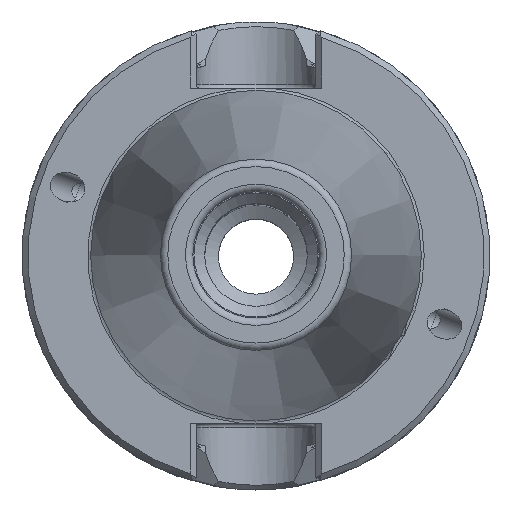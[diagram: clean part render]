
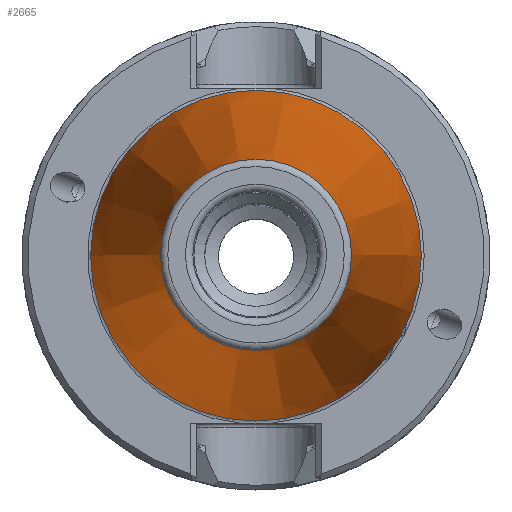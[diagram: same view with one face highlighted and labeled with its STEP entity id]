
A CAD part, top view. The second image highlights one B-rep face of the part: STEP entity #2665.
In plain terms, the highlighted conical face has half-angle 8.297 degrees and reference radius 12.871 mm.
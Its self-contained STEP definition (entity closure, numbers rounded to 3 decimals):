
#199=CONICAL_SURFACE('',#2829,12.871,0.145);
#249=CIRCLE('',#2824,12.871);
#252=CIRCLE('',#2830,22.268);
#413=ORIENTED_EDGE('',*,*,#856,.T.);
#414=ORIENTED_EDGE('',*,*,#852,.F.);
#852=EDGE_CURVE('',#1085,#1085,#249,.T.);
#856=EDGE_CURVE('',#1090,#1090,#252,.T.);
#1085=VERTEX_POINT('',#3672);
#1090=VERTEX_POINT('',#3698);
#1344=EDGE_LOOP('',(#413));
#1345=EDGE_LOOP('',(#414));
#1551=FACE_BOUND('',#1344,.T.);
#1552=FACE_BOUND('',#1345,.T.);
#2665=ADVANCED_FACE('',(#1551,#1552),#199,.T.);
#2824=AXIS2_PLACEMENT_3D('',#3671,#3120,#3121);
#2829=AXIS2_PLACEMENT_3D('',#3696,#3130,#3131);
#2830=AXIS2_PLACEMENT_3D('',#3697,#3132,#3133);
#3120=DIRECTION('',(0.,0.,1.));
#3121=DIRECTION('',(1.,0.,0.));
#3130=DIRECTION('',(0.,0.,-1.));
#3131=DIRECTION('',(-1.,0.,0.));
#3132=DIRECTION('',(0.,0.,1.));
#3133=DIRECTION('',(1.,0.,0.));
#3671=CARTESIAN_POINT('',(0.,0.,64.544));
#3672=CARTESIAN_POINT('',(12.871,0.,64.544));
#3696=CARTESIAN_POINT('',(0.,0.,64.544));
#3697=CARTESIAN_POINT('',(0.,0.,0.106));
#3698=CARTESIAN_POINT('',(22.268,0.,0.106));
